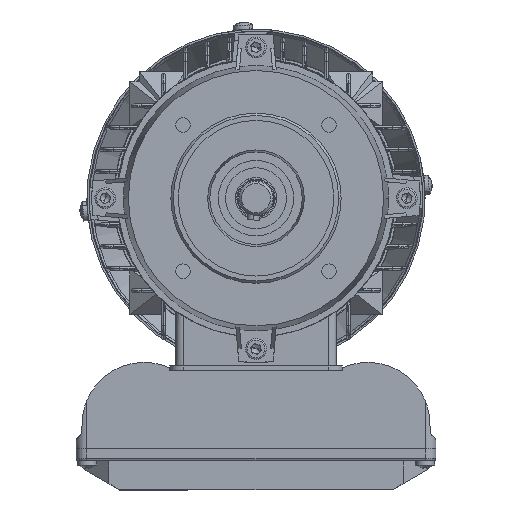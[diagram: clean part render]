
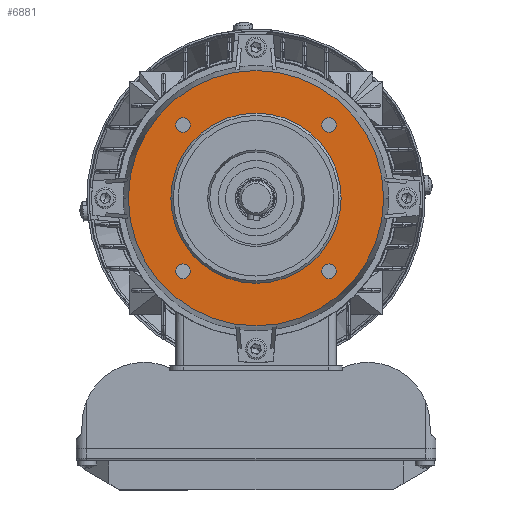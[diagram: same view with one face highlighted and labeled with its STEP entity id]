
A CAD part, front view. The second image highlights one B-rep face of the part: STEP entity #6881.
In plain terms, the highlighted face is planar.
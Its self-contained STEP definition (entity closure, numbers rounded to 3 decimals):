
#6803 = ORIENTED_EDGE ( 'NONE', *, *, #6805, .F. ) ;
#6805 = EDGE_CURVE ( 'NONE', #24312, #24308, #99780, .T. ) ;
#6808 = ORIENTED_EDGE ( 'NONE', *, *, #24310, .F. ) ;
#6809 = EDGE_LOOP ( 'NONE', ( #6811, #6817 ) ) ;
#6811 = ORIENTED_EDGE ( 'NONE', *, *, #6813, .F. ) ;
#6813 = EDGE_CURVE ( 'NONE', #24293, #24370, #99770, .T. ) ;
#6817 = ORIENTED_EDGE ( 'NONE', *, *, #24292, .F. ) ;
#6818 = EDGE_LOOP ( 'NONE', ( #6846, #6851 ) ) ;
#6836 = EDGE_CURVE ( 'NONE', #24658, #24661, #99791, .T. ) ;
#6846 = ORIENTED_EDGE ( 'NONE', *, *, #6848, .F. ) ;
#6848 = EDGE_CURVE ( 'NONE', #24356, #24353, #99832, .T. ) ;
#6851 = ORIENTED_EDGE ( 'NONE', *, *, #24355, .F. ) ;
#6852 = EDGE_LOOP ( 'NONE', ( #6854, #6859 ) ) ;
#6854 = ORIENTED_EDGE ( 'NONE', *, *, #6856, .F. ) ;
#6856 = EDGE_CURVE ( 'NONE', #24340, #24337, #99881, .T. ) ;
#6859 = ORIENTED_EDGE ( 'NONE', *, *, #24339, .F. ) ;
#6861 = EDGE_LOOP ( 'NONE', ( #6863, #6866 ) ) ;
#6863 = ORIENTED_EDGE ( 'NONE', *, *, #24599, .F. ) ;
#6866 = ORIENTED_EDGE ( 'NONE', *, *, #6868, .F. ) ;
#6868 = EDGE_CURVE ( 'NONE', #24601, #24600, #99867, .T. ) ;
#6869 = EDGE_LOOP ( 'NONE', ( #6872, #6906 ) ) ;
#6872 = ORIENTED_EDGE ( 'NONE', *, *, #24660, .T. ) ;
#6881 = ADVANCED_FACE ( 'NONE', ( #99853, #99912, #99911, #99910, #99909, #99908 ), #99907, .T. ) ;
#6883 = EDGE_LOOP ( 'NONE', ( #6803, #6808 ) ) ;
#6906 = ORIENTED_EDGE ( 'NONE', *, *, #6836, .T. ) ;
#24292 = EDGE_CURVE ( 'NONE', #24370, #24293, #70881, .T. ) ;
#24293 = VERTEX_POINT ( 'NONE', #70870 ) ;
#24308 = VERTEX_POINT ( 'NONE', #70912 ) ;
#24310 = EDGE_CURVE ( 'NONE', #24308, #24312, #70910, .T. ) ;
#24312 = VERTEX_POINT ( 'NONE', #70905 ) ;
#24337 = VERTEX_POINT ( 'NONE', #70930 ) ;
#24339 = EDGE_CURVE ( 'NONE', #24337, #24340, #70929, .T. ) ;
#24340 = VERTEX_POINT ( 'NONE', #70924 ) ;
#24353 = VERTEX_POINT ( 'NONE', #70954 ) ;
#24355 = EDGE_CURVE ( 'NONE', #24353, #24356, #71017, .T. ) ;
#24356 = VERTEX_POINT ( 'NONE', #71012 ) ;
#24370 = VERTEX_POINT ( 'NONE', #70986 ) ;
#24599 = EDGE_CURVE ( 'NONE', #24600, #24601, #71464, .T. ) ;
#24600 = VERTEX_POINT ( 'NONE', #71459 ) ;
#24601 = VERTEX_POINT ( 'NONE', #71458 ) ;
#24658 = VERTEX_POINT ( 'NONE', #71576 ) ;
#24660 = EDGE_CURVE ( 'NONE', #24661, #24658, #71575, .T. ) ;
#24661 = VERTEX_POINT ( 'NONE', #71570 ) ;
#70870 = CARTESIAN_POINT ( 'NONE',  ( -27.052, -30.052, 31. ) ) ;
#70871 = DIRECTION ( 'NONE',  ( 1., 0., 0. ) ) ;
#70872 = DIRECTION ( 'NONE',  ( 0., 0., 1. ) ) ;
#70873 = CARTESIAN_POINT ( 'NONE',  ( -30.052, -30.052, 31. ) ) ;
#70874 = AXIS2_PLACEMENT_3D ( 'NONE', #70873, #70872, #70871 ) ;
#70881 = CIRCLE ( 'NONE', #70874, 3. ) ;
#70905 = CARTESIAN_POINT ( 'NONE',  ( -27.052, 30.052, 31. ) ) ;
#70906 = DIRECTION ( 'NONE',  ( 1., 0., 0. ) ) ;
#70907 = DIRECTION ( 'NONE',  ( 0., 0., 1. ) ) ;
#70908 = CARTESIAN_POINT ( 'NONE',  ( -30.052, 30.052, 31. ) ) ;
#70909 = AXIS2_PLACEMENT_3D ( 'NONE', #70908, #70907, #70906 ) ;
#70910 = CIRCLE ( 'NONE', #70909, 3. ) ;
#70912 = CARTESIAN_POINT ( 'NONE',  ( -33.052, 30.052, 31. ) ) ;
#70924 = CARTESIAN_POINT ( 'NONE',  ( 33.052, 30.052, 31. ) ) ;
#70925 = DIRECTION ( 'NONE',  ( 1., 0., 0. ) ) ;
#70926 = DIRECTION ( 'NONE',  ( 0., 0., 1. ) ) ;
#70927 = CARTESIAN_POINT ( 'NONE',  ( 30.052, 30.052, 31. ) ) ;
#70928 = AXIS2_PLACEMENT_3D ( 'NONE', #70927, #70926, #70925 ) ;
#70929 = CIRCLE ( 'NONE', #70928, 3. ) ;
#70930 = CARTESIAN_POINT ( 'NONE',  ( 27.052, 30.052, 31. ) ) ;
#70954 = CARTESIAN_POINT ( 'NONE',  ( 27.052, -30.052, 31. ) ) ;
#70986 = CARTESIAN_POINT ( 'NONE',  ( -33.052, -30.052, 31. ) ) ;
#71012 = CARTESIAN_POINT ( 'NONE',  ( 33.052, -30.052, 31. ) ) ;
#71013 = DIRECTION ( 'NONE',  ( 1., 0., 0. ) ) ;
#71014 = DIRECTION ( 'NONE',  ( 0., 0., 1. ) ) ;
#71015 = CARTESIAN_POINT ( 'NONE',  ( 30.052, -30.052, 31. ) ) ;
#71016 = AXIS2_PLACEMENT_3D ( 'NONE', #71015, #71014, #71013 ) ;
#71017 = CIRCLE ( 'NONE', #71016, 3. ) ;
#71458 = CARTESIAN_POINT ( 'NONE',  ( 52.5, 0., 31. ) ) ;
#71459 = CARTESIAN_POINT ( 'NONE',  ( -52.5, 0., 31. ) ) ;
#71460 = DIRECTION ( 'NONE',  ( -1., 0., 0. ) ) ;
#71461 = DIRECTION ( 'NONE',  ( 0., 0., -1. ) ) ;
#71462 = CARTESIAN_POINT ( 'NONE',  ( 0., 0., 31. ) ) ;
#71463 = AXIS2_PLACEMENT_3D ( 'NONE', #71462, #71461, #71460 ) ;
#71464 = CIRCLE ( 'NONE', #71463, 52.5 ) ;
#71570 = CARTESIAN_POINT ( 'NONE',  ( -35., 0., 31. ) ) ;
#71571 = DIRECTION ( 'NONE',  ( -1., 0., 0. ) ) ;
#71572 = DIRECTION ( 'NONE',  ( 0., 0., -1. ) ) ;
#71573 = CARTESIAN_POINT ( 'NONE',  ( 0., 0., 31. ) ) ;
#71574 = AXIS2_PLACEMENT_3D ( 'NONE', #71573, #71572, #71571 ) ;
#71575 = CIRCLE ( 'NONE', #71574, 35. ) ;
#71576 = CARTESIAN_POINT ( 'NONE',  ( 35., 0., 31. ) ) ;
#99766 = DIRECTION ( 'NONE',  ( 1., 0., 0. ) ) ;
#99767 = DIRECTION ( 'NONE',  ( 0., 0., 1. ) ) ;
#99768 = CARTESIAN_POINT ( 'NONE',  ( -30.052, -30.052, 31. ) ) ;
#99769 = AXIS2_PLACEMENT_3D ( 'NONE', #99768, #99767, #99766 ) ;
#99770 = CIRCLE ( 'NONE', #99769, 3. ) ;
#99776 = DIRECTION ( 'NONE',  ( 1., 0., 0. ) ) ;
#99777 = DIRECTION ( 'NONE',  ( 0., 0., 1. ) ) ;
#99778 = CARTESIAN_POINT ( 'NONE',  ( -30.052, 30.052, 31. ) ) ;
#99779 = AXIS2_PLACEMENT_3D ( 'NONE', #99778, #99777, #99776 ) ;
#99780 = CIRCLE ( 'NONE', #99779, 3. ) ;
#99791 = CIRCLE ( 'NONE', #99851, 35. ) ;
#99828 = DIRECTION ( 'NONE',  ( 1., 0., 0. ) ) ;
#99829 = DIRECTION ( 'NONE',  ( 0., 0., 1. ) ) ;
#99830 = CARTESIAN_POINT ( 'NONE',  ( 30.052, -30.052, 31. ) ) ;
#99831 = AXIS2_PLACEMENT_3D ( 'NONE', #99830, #99829, #99828 ) ;
#99832 = CIRCLE ( 'NONE', #99831, 3. ) ;
#99848 = DIRECTION ( 'NONE',  ( -1., 0., 0. ) ) ;
#99849 = DIRECTION ( 'NONE',  ( 0., 0., -1. ) ) ;
#99850 = CARTESIAN_POINT ( 'NONE',  ( 0., 0., 31. ) ) ;
#99851 = AXIS2_PLACEMENT_3D ( 'NONE', #99850, #99849, #99848 ) ;
#99853 = FACE_BOUND ( 'NONE', #6883, .T. ) ;
#99863 = DIRECTION ( 'NONE',  ( -1., 0., 0. ) ) ;
#99864 = DIRECTION ( 'NONE',  ( 0., 0., -1. ) ) ;
#99865 = CARTESIAN_POINT ( 'NONE',  ( 0., 0., 31. ) ) ;
#99866 = AXIS2_PLACEMENT_3D ( 'NONE', #99865, #99864, #99863 ) ;
#99867 = CIRCLE ( 'NONE', #99866, 52.5 ) ;
#99877 = DIRECTION ( 'NONE',  ( 1., 0., 0. ) ) ;
#99878 = DIRECTION ( 'NONE',  ( 0., 0., 1. ) ) ;
#99879 = CARTESIAN_POINT ( 'NONE',  ( 30.052, 30.052, 31. ) ) ;
#99880 = AXIS2_PLACEMENT_3D ( 'NONE', #99879, #99878, #99877 ) ;
#99881 = CIRCLE ( 'NONE', #99880, 3. ) ;
#99902 = DIRECTION ( 'NONE',  ( 1., 0., 0. ) ) ;
#99903 = DIRECTION ( 'NONE',  ( 0., 0., 1. ) ) ;
#99904 = CARTESIAN_POINT ( 'NONE',  ( -52.5, 0., 31. ) ) ;
#99905 = AXIS2_PLACEMENT_3D ( 'NONE', #99904, #99903, #99902 ) ;
#99907 = PLANE ( 'NONE',  #99905 ) ;
#99908 = FACE_BOUND ( 'NONE', #6869, .T. ) ;
#99909 = FACE_OUTER_BOUND ( 'NONE', #6861, .T. ) ;
#99910 = FACE_BOUND ( 'NONE', #6852, .T. ) ;
#99911 = FACE_BOUND ( 'NONE', #6818, .T. ) ;
#99912 = FACE_BOUND ( 'NONE', #6809, .T. ) ;
